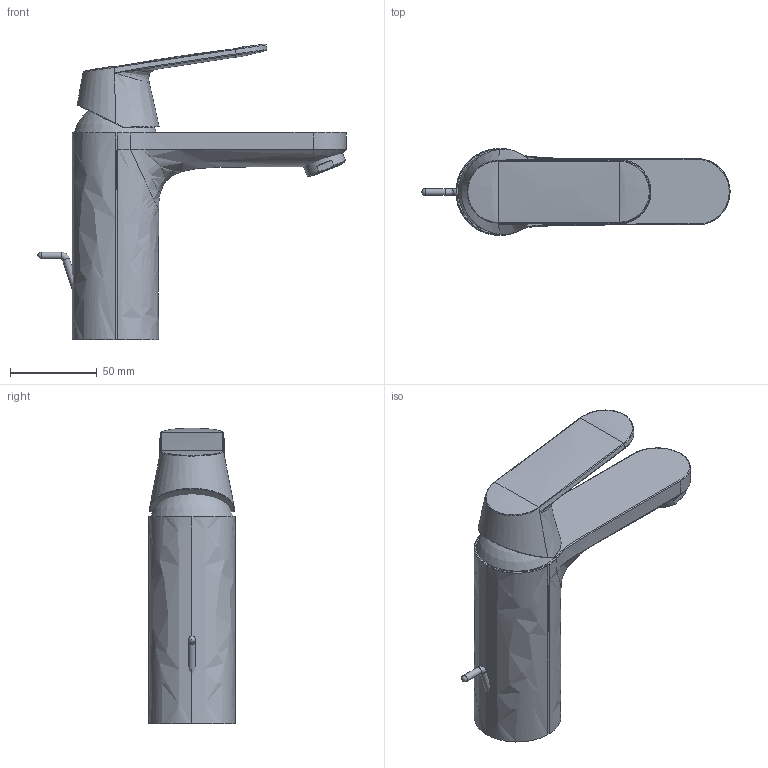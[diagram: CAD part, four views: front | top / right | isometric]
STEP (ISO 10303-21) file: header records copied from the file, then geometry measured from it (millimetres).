
FILE_DESCRIPTION(/* description */ ('Unknown'),/* implementation_level */ '2;1');
FILE_NAME(/* name */ '23325000',/* time_stamp */ '2022-08-29T09:40:01+02:00',/* author */ ('Unknown'),/* organization */ ('GROHE AG'),/* preprocessor_version */ 'ST-DEVELOPER v16.7',/* originating_system */ 'DEX',/* authorisation */ $);
FILE_SCHEMA (('AUTOMOTIVE_DESIGN {1 0 10303 214 3 1 1}'));
Length unit declared in the file: millimetre
Products named in the file (3): 23325000; id11; rail_sur
Assembly tree (2 placements, depth 2):
  23325000
    id11
    rail_sur
Bounding box: 178.08 x 49.99 x 170.77 mm (x, y, z)
Surface area: 51942.5 mm2 (no closed solid volume)
Topology: 0 solids, 11 shells, 230 faces, 1166 edges, 872 vertices
Faces by surface type: plane 152, bspline 50, cylinder 19, torus 4, cone 3, sphere 2
Full cylindrical faces by diameter (mm): 1.039 x1, 4 x2, 4.3 x1, 5.5 x1, 10.5 x1, 12.5 x1, 17 x1, 17.773 x1, 18 x1, 20.15 x1, 23.87 x1
Entity records: 14890 total; most frequent: CARTESIAN_POINT 6236, ORIENTED_EDGE 1669, DIRECTION 1616, EDGE_CURVE 1128, VERTEX_POINT 859, LINE 642, VECTOR 642, AXIS2_PLACEMENT_3D 487
